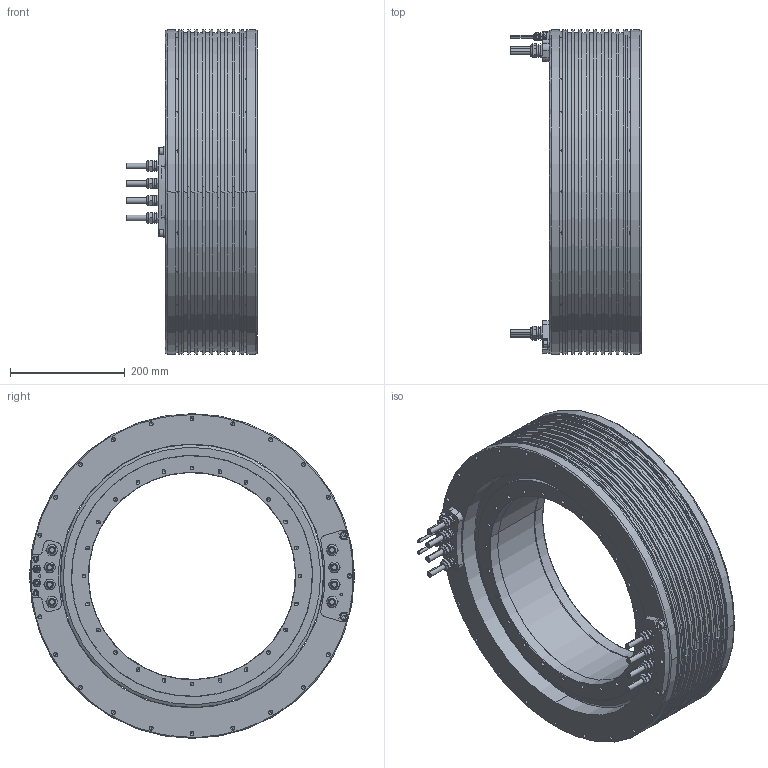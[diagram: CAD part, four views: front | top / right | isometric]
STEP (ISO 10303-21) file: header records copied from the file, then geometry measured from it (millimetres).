
FILE_DESCRIPTION((''),'2;1');
FILE_NAME('TMK0530-100-3UPN','2020-04-20T07:54:07',('CH5533'),(''),'CREO PARAMETRIC BY PTC INC, 2019164','CREO PARAMETRIC BY PTC INC, 2019164','');
FILE_SCHEMA(('AUTOMOTIVE_DESIGN { 1 0 10303 214 1 1 1 1 }'));
Length unit declared in the file: millimetre
Products named in the file (1): TMK0530-100-3UPN
Bounding box: 227 x 565 x 565 mm (x, y, z)
Volume: 21412237.5 mm3; surface area: 1426153.2 mm2
Topology: 2 solids, 26 shells, 1432 faces, 3350 edges, 1977 vertices
Faces by surface type: cylinder 594, plane 462, cone 324, torus 52
Entity records: 42385 total; most frequent: DIRECTION 7556, CARTESIAN_POINT 6744, ORIENTED_EDGE 6296, EDGE_CURVE 3148, AXIS2_PLACEMENT_3D 2988, VERTEX_POINT 1977, EDGE_LOOP 1685, VECTOR 1577
